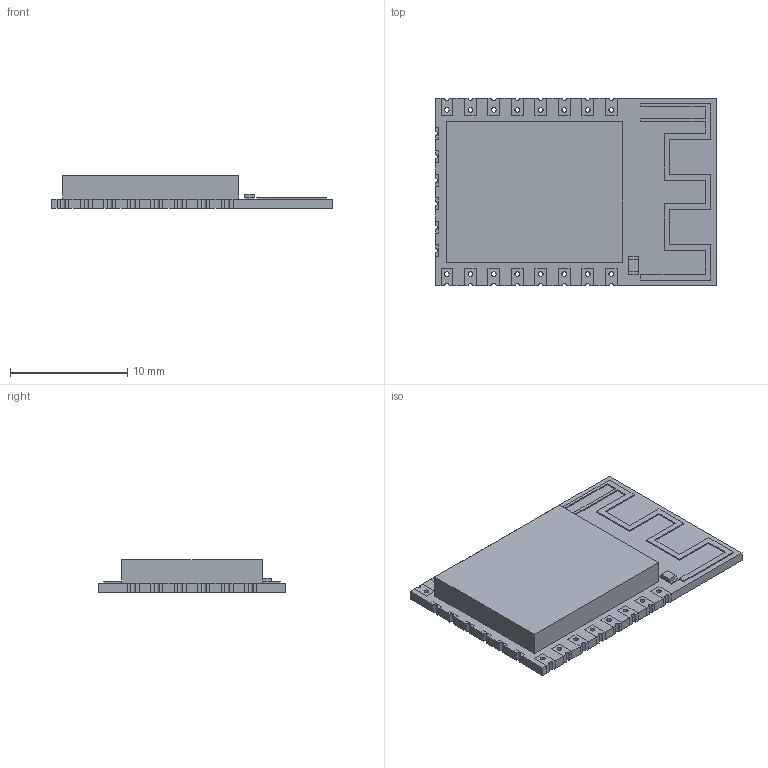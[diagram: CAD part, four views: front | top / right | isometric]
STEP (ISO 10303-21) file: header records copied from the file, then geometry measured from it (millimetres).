
FILE_DESCRIPTION(('FreeCAD Model'),'2;1');
FILE_NAME('Fusion028.step','2018-11-05T16:40:01',('kicad StepUp'),('ksu MCAD'), 'Open CASCADE STEP processor 7.3','FreeCAD','Unknown');
FILE_SCHEMA(('AUTOMOTIVE_DESIGN { 1 0 10303 214 1 1 1 1 }'));
Length unit declared in the file: millimetre
Products named in the file (1): Fusion028
Bounding box: 24 x 16 x 2.8 mm (x, y, z)
Volume: 666.8 mm3; surface area: 964.1 mm2
Topology: 1 solids, 1 shells, 200 faces, 581 edges, 386 vertices
Faces by surface type: plane 162, cylinder 38
Full cylindrical faces by diameter (mm): 0.4 x16
Entity records: 8008 total; most frequent: CARTESIAN_POINT 1168, ORIENTED_EDGE 1162, DIRECTION 1059, EDGE_CURVE 581, LINE 505, VECTOR 505, VERTEX_POINT 386, AXIS2_PLACEMENT_3D 277
